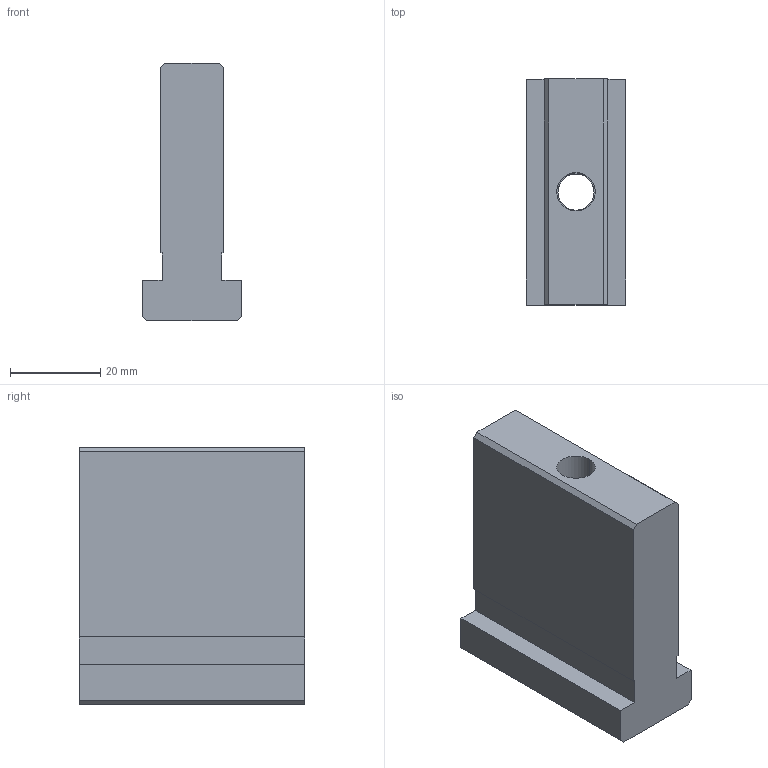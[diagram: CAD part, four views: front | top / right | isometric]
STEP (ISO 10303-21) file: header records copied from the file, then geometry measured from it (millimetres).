
FILE_DESCRIPTION(('STEP AP214'),'1');
FILE_NAME(' ',' ',('TraceParts'),('TraceParts S.A.'),'XStep 1.0',' ',' ');
FILE_SCHEMA(('automotive_design'));
Length unit declared in the file: millimetre
Products named in the file (1): 1
Bounding box: 22 x 50 x 57 mm (x, y, z)
Volume: 39997.9 mm3; surface area: 11093.6 mm2
Topology: 1 solids, 1 shells, 143 faces, 300 edges, 160 vertices
Faces by surface type: torus 48, cone 48, cylinder 28, plane 19
Entity records: 7222 total; most frequent: DIRECTION 764, STYLED_ITEM 604, PRESENTATION_STYLE_ASSIGNMENT 604, CARTESIAN_POINT 604, COLOUR_RGB 604, ORIENTED_EDGE 600, AXIS2_PLACEMENT_3D 320, EDGE_CURVE 300
